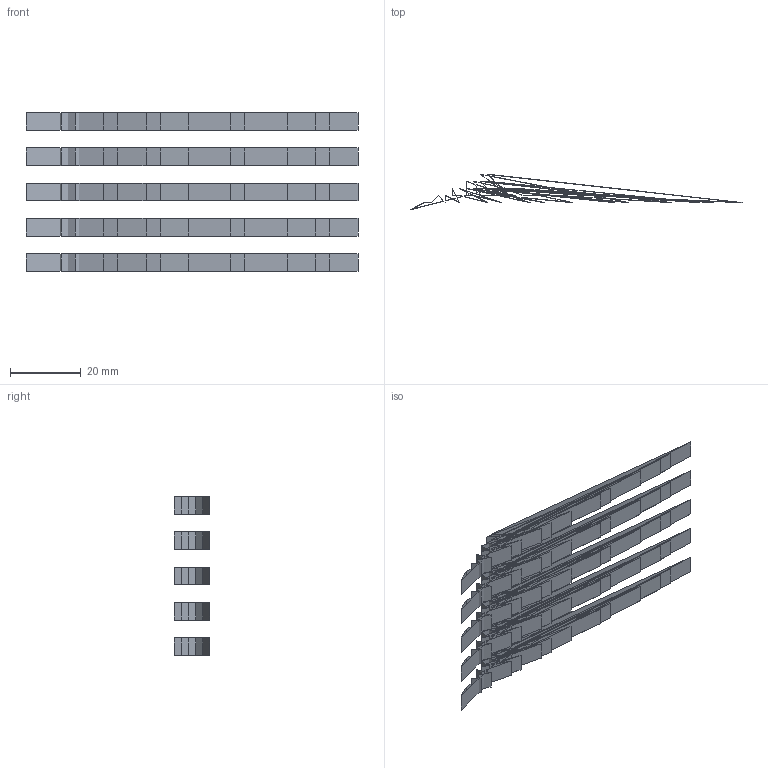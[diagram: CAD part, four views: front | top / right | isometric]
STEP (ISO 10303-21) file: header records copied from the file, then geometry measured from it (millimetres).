
FILE_DESCRIPTION(('Open CASCADE Model'),'2;1');
FILE_NAME('Open CASCADE Shape Model','2024-05-30T14:15:07',('Author'),( 'Open CASCADE'),'Open CASCADE STEP processor 7.7','Open CASCADE 7.7' ,'Unknown');
FILE_SCHEMA(('AUTOMOTIVE_DESIGN { 1 0 10303 214 1 1 1 1 }'));
Length unit declared in the file: millimetre
Products named in the file (6): Open CASCADE STEP translator 7.7 62; Open CASCADE STEP translator 7.7 62.1; Open CASCADE STEP translator 7.7 62.2; Open CASCADE STEP translator 7.7 62.3; Open CASCADE STEP translator 7.7 62.4; Open CASCADE STEP translator 7.7 62.5
Assembly tree (5 placements, depth 2):
  Open CASCADE STEP translator 7.7 62
    Open CASCADE STEP translator 7.7 62.1
    Open CASCADE STEP translator 7.7 62.2
    Open CASCADE STEP translator 7.7 62.3
    Open CASCADE STEP translator 7.7 62.4
    Open CASCADE STEP translator 7.7 62.5
Bounding box: 94 x 10 x 45 mm (x, y, z)
Volume: 870.1 mm3; surface area: 22221.4 mm2
Topology: 5 solids, 5 shells, 255 faces, 2645 edges, 1330 vertices
Faces by surface type: plane 255
Entity records: 17396 total; most frequent: CARTESIAN_POINT 2856, DIRECTION 2667, LINE 2145, VECTOR 2145, ORIENTED_EDGE 1470, PCURVE 1430, DEFINITIONAL_REPRESENTATION 1430, EDGE_CURVE 715
